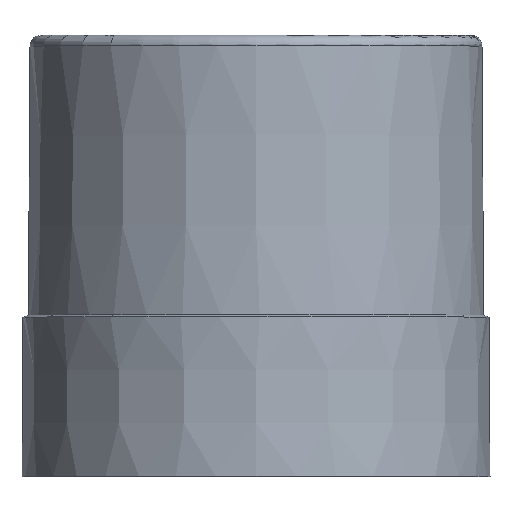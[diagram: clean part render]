
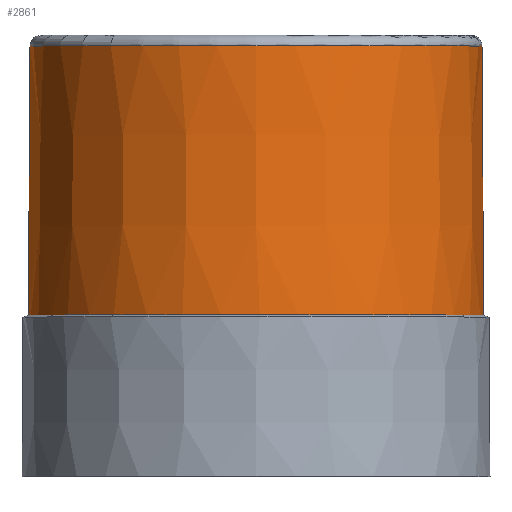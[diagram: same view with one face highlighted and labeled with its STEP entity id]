
A CAD part, top view. The second image highlights one B-rep face of the part: STEP entity #2861.
In plain terms, the highlighted conical face has half-angle 0.349 degrees and reference radius 21.082 mm.
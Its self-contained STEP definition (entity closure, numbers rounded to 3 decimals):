
#573=CARTESIAN_POINT('',(147.,40.006,0.));
#574=DIRECTION('',(0.,1.,0.));
#575=DIRECTION('',(-1.,0.,0.));
#576=AXIS2_PLACEMENT_3D('',#573,#574,#575);
#583=CARTESIAN_POINT('',(147.,14.994,0.));
#584=DIRECTION('',(0.,-1.,0.));
#585=DIRECTION('',(1.,0.,0.));
#586=AXIS2_PLACEMENT_3D('',#583,#584,#585);
#588=CARTESIAN_POINT('',(147.,14.994,0.));
#589=DIRECTION('',(0.,-1.,0.));
#590=DIRECTION('',(-0.625,0.,0.781));
#591=AXIS2_PLACEMENT_3D('',#588,#589,#590);
#593=DIRECTION('',(-0.006,1.,0.));
#594=VECTOR('',#593,25.012);
#595=CARTESIAN_POINT('',(168.159,14.994,0.));
#596=LINE('',#595,#594);
#625=DIRECTION('',(0.006,1.,0.));
#626=VECTOR('',#625,25.012);
#627=CARTESIAN_POINT('',(125.841,14.994,0.));
#628=LINE('',#627,#626);
#1986=CARTESIAN_POINT('',(125.994,40.006,0.));
#1987=VERTEX_POINT('',#1986);
#1988=CARTESIAN_POINT('',(168.006,40.006,0.));
#1989=VERTEX_POINT('',#1988);
#2359=CARTESIAN_POINT('',(125.841,14.994,0.));
#2361=VERTEX_POINT('',#2359);
#2366=CARTESIAN_POINT('',(133.786,14.994,16.525));
#2368=VERTEX_POINT('',#2366);
#2373=CARTESIAN_POINT('',(168.159,14.994,0.));
#2374=VERTEX_POINT('',#2373);
#2845=CARTESIAN_POINT('',(147.,27.5,0.));
#2846=DIRECTION('',(0.,-1.,0.));
#2847=DIRECTION('',(-1.,0.,0.));
#2848=AXIS2_PLACEMENT_3D('',#2845,#2846,#2847);
#2849=CONICAL_SURFACE('',#2848,21.082,0.349);
#2851=ORIENTED_EDGE('',*,*,#2850,.T.);
#2853=ORIENTED_EDGE('',*,*,#2852,.T.);
#2855=ORIENTED_EDGE('',*,*,#2854,.T.);
#2856=ORIENTED_EDGE('',*,*,#2813,.T.);
#2858=ORIENTED_EDGE('',*,*,#2857,.F.);
#2859=EDGE_LOOP('',(#2851,#2853,#2855,#2856,#2858));
#2860=FACE_OUTER_BOUND('',#2859,.F.);
#2861=ADVANCED_FACE('',(#2860),#2849,.T.);
#577=CIRCLE('',#576,21.006);
#587=CIRCLE('',#586,21.159);
#592=CIRCLE('',#591,21.159);
#2813=EDGE_CURVE('',#1987,#1989,#577,.T.);
#2850=EDGE_CURVE('',#2374,#2368,#587,.T.);
#2852=EDGE_CURVE('',#2368,#2361,#592,.T.);
#2854=EDGE_CURVE('',#2361,#1987,#628,.T.);
#2857=EDGE_CURVE('',#2374,#1989,#596,.T.);
